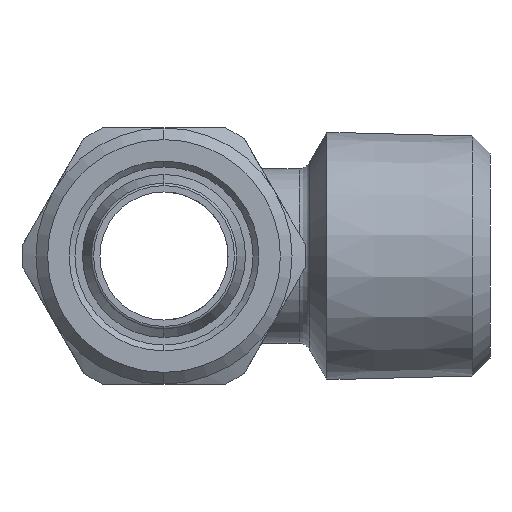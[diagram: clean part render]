
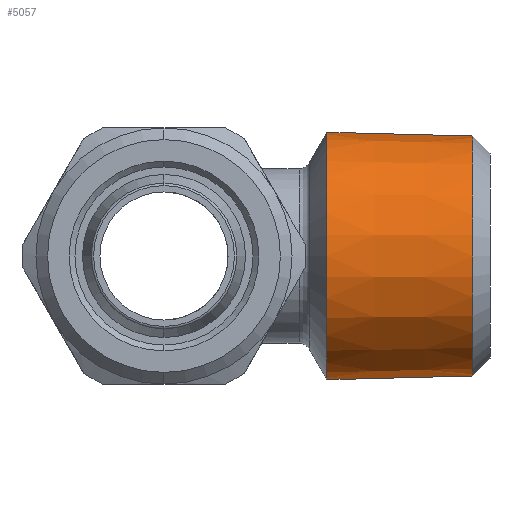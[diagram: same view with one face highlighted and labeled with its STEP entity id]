
A CAD part, left-side view. The second image highlights one B-rep face of the part: STEP entity #5057.
In plain terms, the highlighted conical face has half-angle 1.47 degrees and reference radius 10.639 mm.
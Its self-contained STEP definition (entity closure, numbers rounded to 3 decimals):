
#139 = EDGE_LOOP ( 'NONE', ( #2294, #2451, #2459, #2293 ) ) ;
#430 = AXIS2_PLACEMENT_3D ( 'NONE', #3588, #3643, #3615 ) ;
#431 = CIRCLE ( 'NONE', #430, 10.626 ) ;
#447 = VECTOR ( 'NONE', #5861, 1000. ) ;
#1046 = DIRECTION ( 'NONE',  ( 0., 0., 1. ) ) ;
#1047 = DIRECTION ( 'NONE',  ( 0., 1., 0. ) ) ;
#1048 = CARTESIAN_POINT ( 'NONE',  ( 0., -13.5, 0. ) ) ;
#1351 = EDGE_CURVE ( 'NONE', #2355, #2448, #431, .T. ) ;
#1397 = EDGE_CURVE ( 'NONE', #2434, #2448, #6062, .T. ) ;
#1888 = CONICAL_SURFACE ( 'NONE', #1889, 10.639, 0.026 ) ;
#1889 = AXIS2_PLACEMENT_3D ( 'NONE', #1048, #1047, #1046 ) ;
#2293 = ORIENTED_EDGE ( 'NONE', *, *, #1351, .T. ) ;
#2294 = ORIENTED_EDGE ( 'NONE', *, *, #1397, .F. ) ;
#2312 = VERTEX_POINT ( 'NONE', #3105 ) ;
#2355 = VERTEX_POINT ( 'NONE', #3000 ) ;
#2434 = VERTEX_POINT ( 'NONE', #3151 ) ;
#2448 = VERTEX_POINT ( 'NONE', #3140 ) ;
#2451 = ORIENTED_EDGE ( 'NONE', *, *, #4018, .F. ) ;
#2459 = ORIENTED_EDGE ( 'NONE', *, *, #2491, .T. ) ;
#2491 = EDGE_CURVE ( 'NONE', #2312, #2355, #6069, .T. ) ;
#2715 = FACE_OUTER_BOUND ( 'NONE', #139, .T. ) ;
#3000 = CARTESIAN_POINT ( 'NONE',  ( 0., -13.996, 10.626 ) ) ;
#3086 = DIRECTION ( 'NONE',  ( 0., 1., 0.026 ) ) ;
#3087 = CARTESIAN_POINT ( 'NONE',  ( 0., -13.5, 10.639 ) ) ;
#3105 = CARTESIAN_POINT ( 'NONE',  ( 0., -26.5, 10.306 ) ) ;
#3140 = CARTESIAN_POINT ( 'NONE',  ( 0., -13.996, -10.626 ) ) ;
#3151 = CARTESIAN_POINT ( 'NONE',  ( 0., -26.5, -10.306 ) ) ;
#3312 = DIRECTION ( 'NONE',  ( 0., 0., -1. ) ) ;
#3314 = DIRECTION ( 'NONE',  ( 0., -1., 0. ) ) ;
#3315 = CARTESIAN_POINT ( 'NONE',  ( 0., -26.5, 0. ) ) ;
#3588 = CARTESIAN_POINT ( 'NONE',  ( 0., -13.996, 0. ) ) ;
#3615 = DIRECTION ( 'NONE',  ( 0., 0., 1. ) ) ;
#3643 = DIRECTION ( 'NONE',  ( 0., -1., 0. ) ) ;
#4018 = EDGE_CURVE ( 'NONE', #2312, #2434, #4860, .T. ) ;
#4860 = CIRCLE ( 'NONE', #4861, 10.306 ) ;
#4861 = AXIS2_PLACEMENT_3D ( 'NONE', #3315, #3314, #3312 ) ;
#5057 = ADVANCED_FACE ( 'NONE', ( #2715 ), #1888, .T. ) ;
#5359 = VECTOR ( 'NONE', #3086, 1000. ) ;
#5859 = CARTESIAN_POINT ( 'NONE',  ( 0., -13.5, -10.639 ) ) ;
#5861 = DIRECTION ( 'NONE',  ( 0., 1., -0.026 ) ) ;
#6062 = LINE ( 'NONE', #5859, #447 ) ;
#6069 = LINE ( 'NONE', #3087, #5359 ) ;
